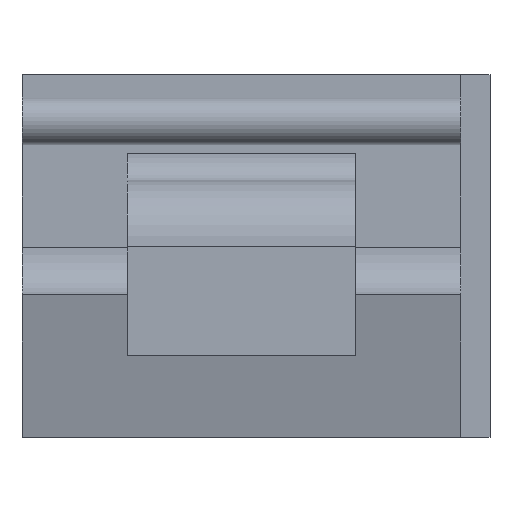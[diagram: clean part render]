
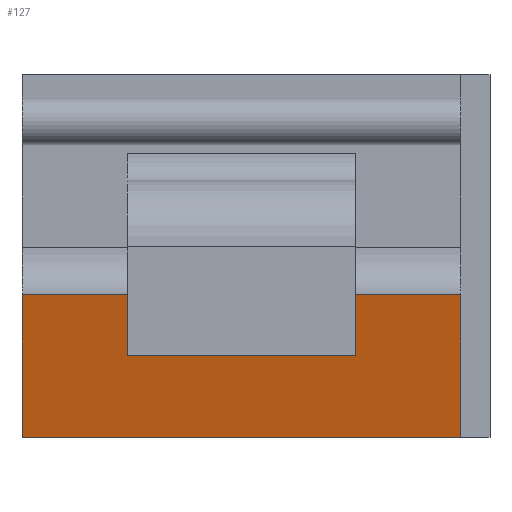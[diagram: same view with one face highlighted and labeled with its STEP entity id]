
A CAD part, top view. The second image highlights one B-rep face of the part: STEP entity #127.
In plain terms, the highlighted planar face has unit normal (0, -0.244, 0.97).
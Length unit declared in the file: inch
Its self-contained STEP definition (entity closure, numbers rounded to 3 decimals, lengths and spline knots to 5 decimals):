
#101=PLANE('',#624);
#127=ADVANCED_FACE('',(#163),#101,.T.);
#163=FACE_OUTER_BOUND('',#193,.T.);
#193=EDGE_LOOP('',(#349,#350,#351,#352,#353,#354,#355,#356));
#222=LINE('',#814,#282);
#224=LINE('',#821,#284);
#225=LINE('',#825,#285);
#226=LINE('',#827,#286);
#227=LINE('',#829,#287);
#228=LINE('',#830,#288);
#229=LINE('',#832,#289);
#230=LINE('',#834,#290);
#282=VECTOR('',#667,1.);
#284=VECTOR('',#673,1.);
#285=VECTOR('',#678,1.);
#286=VECTOR('',#679,1.);
#287=VECTOR('',#680,1.);
#288=VECTOR('',#681,1.);
#289=VECTOR('',#682,1.);
#290=VECTOR('',#683,1.);
#349=ORIENTED_EDGE('',*,*,#539,.F.);
#350=ORIENTED_EDGE('',*,*,#541,.F.);
#351=ORIENTED_EDGE('',*,*,#542,.F.);
#352=ORIENTED_EDGE('',*,*,#543,.T.);
#353=ORIENTED_EDGE('',*,*,#536,.F.);
#354=ORIENTED_EDGE('',*,*,#544,.T.);
#355=ORIENTED_EDGE('',*,*,#545,.F.);
#356=ORIENTED_EDGE('',*,*,#546,.F.);
#486=VERTEX_POINT('',#809);
#488=VERTEX_POINT('',#813);
#491=VERTEX_POINT('',#820);
#492=VERTEX_POINT('',#822);
#493=VERTEX_POINT('',#826);
#494=VERTEX_POINT('',#828);
#495=VERTEX_POINT('',#831);
#496=VERTEX_POINT('',#833);
#536=EDGE_CURVE('',#488,#486,#222,.T.);
#539=EDGE_CURVE('',#491,#492,#224,.T.);
#541=EDGE_CURVE('',#493,#491,#225,.T.);
#542=EDGE_CURVE('',#494,#493,#226,.T.);
#543=EDGE_CURVE('',#494,#486,#227,.T.);
#544=EDGE_CURVE('',#488,#495,#228,.T.);
#545=EDGE_CURVE('',#496,#495,#229,.T.);
#546=EDGE_CURVE('',#492,#496,#230,.T.);
#624=AXIS2_PLACEMENT_3D('',#835,#684,#685);
#667=DIRECTION('',(1.,0.,0.));
#673=DIRECTION('',(1.,0.,0.));
#678=DIRECTION('',(0.,-0.97,-0.244));
#679=DIRECTION('',(1.,0.,0.));
#680=DIRECTION('',(0.,-0.97,-0.244));
#681=DIRECTION('',(0.,-0.97,-0.244));
#682=DIRECTION('',(-1.,0.,0.));
#683=DIRECTION('',(0.,-0.97,-0.244));
#684=DIRECTION('',(0.,-0.244,0.97));
#685=DIRECTION('',(0.,-0.97,-0.244));
#809=CARTESIAN_POINT('',(0.18,0.24341,0.10617));
#813=CARTESIAN_POINT('',(0.,0.24341,0.10617));
#814=CARTESIAN_POINT('',(0.,0.24341,0.10617));
#820=CARTESIAN_POINT('',(0.57,0.24341,0.10617));
#821=CARTESIAN_POINT('',(0.,0.24341,0.10617));
#822=CARTESIAN_POINT('',(0.75,0.24341,0.10617));
#825=CARTESIAN_POINT('',(0.57,0.24491,0.10654));
#826=CARTESIAN_POINT('',(0.57,0.24491,0.10654));
#827=CARTESIAN_POINT('',(0.18,0.24491,0.10654));
#828=CARTESIAN_POINT('',(0.18,0.24491,0.10654));
#829=CARTESIAN_POINT('',(0.18,0.24491,0.10654));
#830=CARTESIAN_POINT('',(0.,0.24491,0.10654));
#831=CARTESIAN_POINT('',(0.,0.,0.045));
#832=CARTESIAN_POINT('',(0.375,0.,0.045));
#833=CARTESIAN_POINT('',(0.75,0.,0.045));
#834=CARTESIAN_POINT('',(0.75,0.24491,0.10654));
#835=CARTESIAN_POINT('',(0.,0.24491,0.10654));
